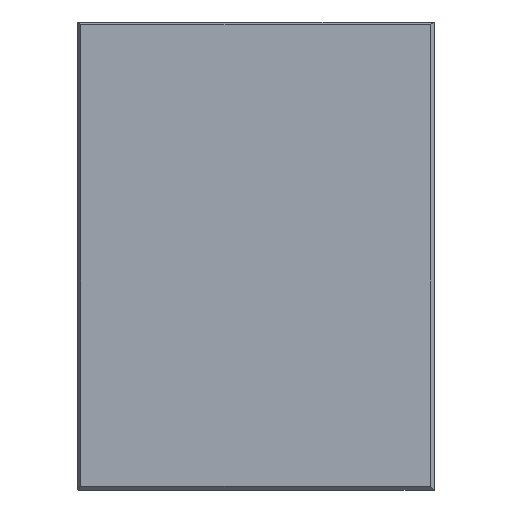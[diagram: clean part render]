
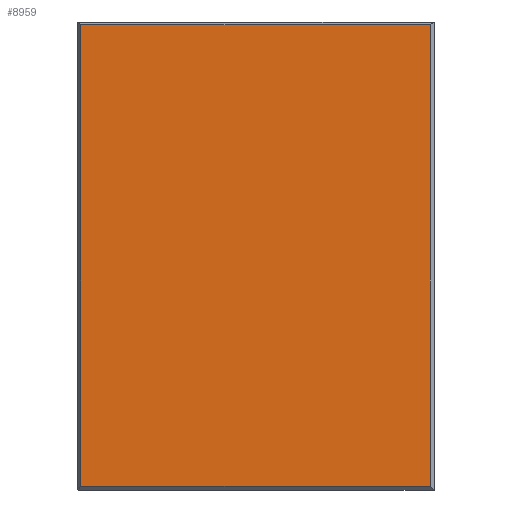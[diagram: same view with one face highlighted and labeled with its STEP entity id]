
A CAD part, left-side view. The second image highlights one B-rep face of the part: STEP entity #8959.
In plain terms, the highlighted planar face has unit normal (-1, 0, 0).
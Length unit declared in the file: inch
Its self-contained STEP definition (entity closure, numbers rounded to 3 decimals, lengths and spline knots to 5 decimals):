
#245 = ORIENTED_EDGE ( 'NONE', *, *, #8818, .T. ) ;
#539 = VECTOR ( 'NONE', #9626, 39.37008 ) ;
#553 = VERTEX_POINT ( 'NONE', #8044 ) ;
#1100 = PLANE ( 'NONE',  #11444 ) ;
#1167 = DIRECTION ( 'NONE',  ( 0., -1., 0. ) ) ;
#1221 = LINE ( 'NONE', #2175, #5831 ) ;
#2175 = CARTESIAN_POINT ( 'NONE',  ( -2.91627, 0.51966, -1.19602 ) ) ;
#2404 = CARTESIAN_POINT ( 'NONE',  ( -2.91627, 1.47966, 1.27857 ) ) ;
#2455 = CARTESIAN_POINT ( 'NONE',  ( -2.91627, -0.41534, 0.03898 ) ) ;
#3019 = ORIENTED_EDGE ( 'NONE', *, *, #10459, .T. ) ;
#3237 = VERTEX_POINT ( 'NONE', #6433 ) ;
#3293 = EDGE_LOOP ( 'NONE', ( #9398, #3019, #8571, #245 ) ) ;
#3345 = EDGE_CURVE ( 'NONE', #553, #5248, #4290, .T. ) ;
#4290 = LINE ( 'NONE', #2455, #4823 ) ;
#4813 = FACE_OUTER_BOUND ( 'NONE', #3293, .T. ) ;
#4823 = VECTOR ( 'NONE', #11450, 39.37008 ) ;
#5248 = VERTEX_POINT ( 'NONE', #9741 ) ;
#5831 = VECTOR ( 'NONE', #1167, 39.37008 ) ;
#5948 = CARTESIAN_POINT ( 'NONE',  ( -2.91627, 0.51966, 0.03898 ) ) ;
#6142 = CARTESIAN_POINT ( 'NONE',  ( -2.91627, 1.45859, 1.27857 ) ) ;
#6433 = CARTESIAN_POINT ( 'NONE',  ( -2.91627, 1.45859, -1.19602 ) ) ;
#6852 = LINE ( 'NONE', #6916, #539 ) ;
#6914 = LINE ( 'NONE', #2404, #11045 ) ;
#6916 = CARTESIAN_POINT ( 'NONE',  ( -2.91627, 1.45859, -1.22102 ) ) ;
#7760 = DIRECTION ( 'NONE',  ( 0., 0., 1. ) ) ;
#8044 = CARTESIAN_POINT ( 'NONE',  ( -2.91627, -0.41534, -1.19602 ) ) ;
#8084 = VERTEX_POINT ( 'NONE', #6142 ) ;
#8571 = ORIENTED_EDGE ( 'NONE', *, *, #3345, .T. ) ;
#8818 = EDGE_CURVE ( 'NONE', #5248, #8084, #6914, .T. ) ;
#8841 = DIRECTION ( 'NONE',  ( -1., 0., 0. ) ) ;
#8959 = ADVANCED_FACE ( 'NONE', ( #4813 ), #1100, .T. ) ;
#9398 = ORIENTED_EDGE ( 'NONE', *, *, #9590, .T. ) ;
#9400 = DIRECTION ( 'NONE',  ( 0., 1., 0. ) ) ;
#9590 = EDGE_CURVE ( 'NONE', #8084, #3237, #6852, .T. ) ;
#9626 = DIRECTION ( 'NONE',  ( 0., 0., -1. ) ) ;
#9741 = CARTESIAN_POINT ( 'NONE',  ( -2.91627, -0.41534, 1.27857 ) ) ;
#10459 = EDGE_CURVE ( 'NONE', #3237, #553, #1221, .T. ) ;
#11045 = VECTOR ( 'NONE', #9400, 39.37008 ) ;
#11444 = AXIS2_PLACEMENT_3D ( 'NONE', #5948, #8841, #7760 ) ;
#11450 = DIRECTION ( 'NONE',  ( 0., 0., 1. ) ) ;
